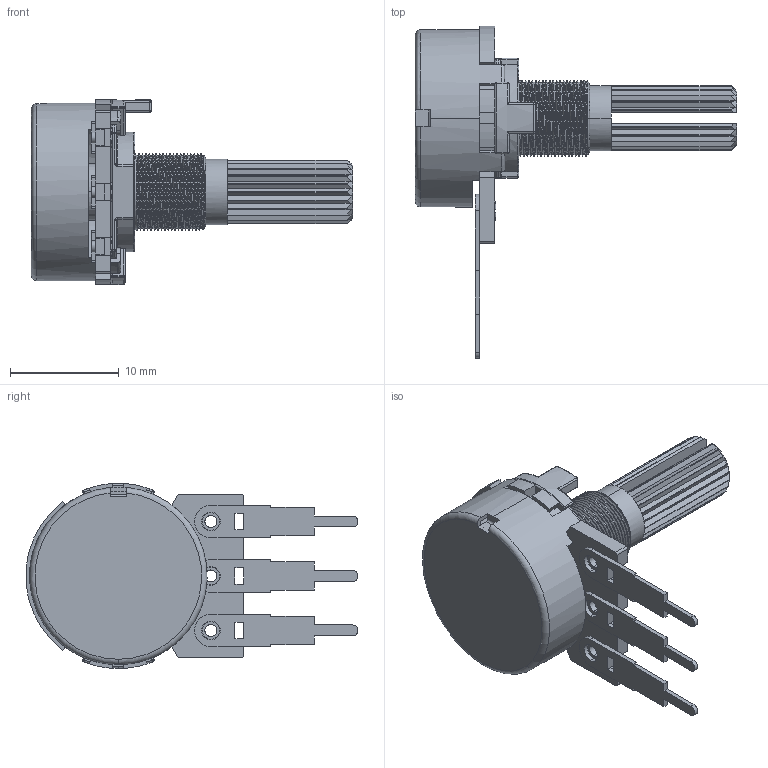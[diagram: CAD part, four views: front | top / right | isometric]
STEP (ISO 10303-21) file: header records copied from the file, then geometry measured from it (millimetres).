
FILE_DESCRIPTION (( 'STEP AP214' ), '1' );
FILE_NAME ('Same_Sky_PTN16-B50120K1A1.step', '2024-11-13T19:25:26', ( '' ), ( '' ), 'SwSTEP 2.0', 'SolidWorks 2024', '' );
FILE_SCHEMA (( 'AUTOMOTIVE_DESIGN' ));
Length unit declared in the file: inch
Products named in the file (4): PTN16_1 BUSHING; PTN16_20K1_SHAFT; PTN16-B_1 HOUSING; Same_Sky_PTN16-B50120K1A1
Assembly tree (3 placements, depth 2):
  Same_Sky_PTN16-B50120K1A1
    PTN16_1 BUSHING
    PTN16-B_1 HOUSING
    PTN16_20K1_SHAFT
Bounding box: 29.5 x 30.47 x 16.99 mm (x, y, z)
Volume: 1573 mm3; surface area: 3882.2 mm2
Topology: 12 solids, 12 shells, 750 faces, 2083 edges, 1337 vertices
Faces by surface type: plane 374, cylinder 291, torus 49, sphere 27, bspline 7, cone 2
Entity records: 27802 total; most frequent: CARTESIAN_POINT 8799, ORIENTED_EDGE 4134, DIRECTION 3787, EDGE_CURVE 2067, AXIS2_PLACEMENT_3D 1371, VERTEX_POINT 1337, VECTOR 1045, LINE 1045
